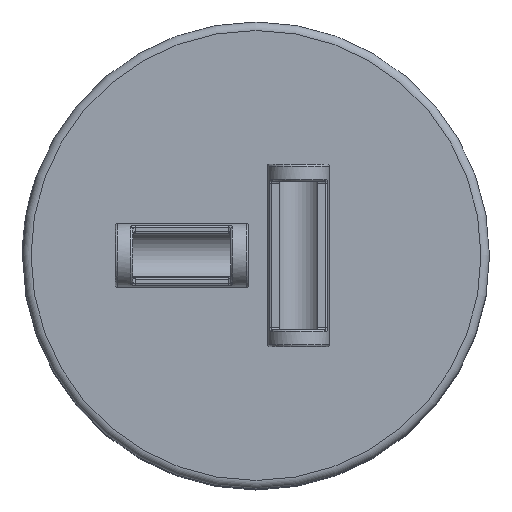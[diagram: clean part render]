
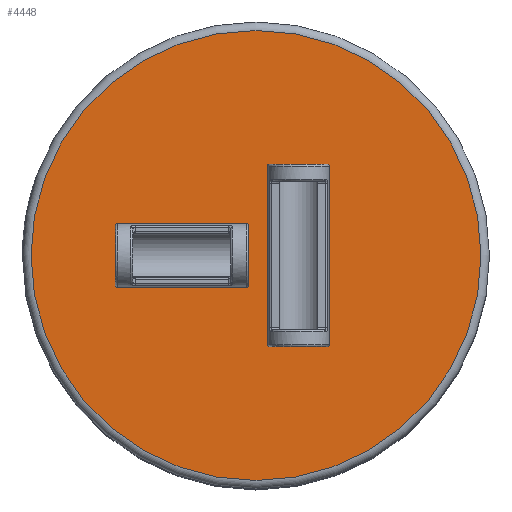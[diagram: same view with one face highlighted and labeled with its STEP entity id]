
A CAD part, top view. The second image highlights one B-rep face of the part: STEP entity #4448.
In plain terms, the highlighted planar face has unit normal (0, 0, 1).
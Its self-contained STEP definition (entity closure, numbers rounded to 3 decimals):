
#84=FACE_BOUND('',#553,.T.);
#85=FACE_BOUND('',#554,.T.);
#142=PLANE('',#4759);
#283=FACE_OUTER_BOUND('',#552,.T.);
#552=EDGE_LOOP('',(#3038,#3039));
#553=EDGE_LOOP('',(#3040,#3041,#3042,#3043));
#554=EDGE_LOOP('',(#3044,#3045,#3046,#3047));
#886=CIRCLE('',#4751,53.);
#887=CIRCLE('',#4752,53.);
#1231=LINE('',#6832,#1548);
#1232=LINE('',#6834,#1549);
#1233=LINE('',#6836,#1550);
#1234=LINE('',#6837,#1551);
#1235=LINE('',#6840,#1552);
#1236=LINE('',#6842,#1553);
#1237=LINE('',#6844,#1554);
#1238=LINE('',#6845,#1555);
#1548=VECTOR('',#5282,1000.);
#1549=VECTOR('',#5283,1000.);
#1550=VECTOR('',#5284,1000.);
#1551=VECTOR('',#5285,1000.);
#1552=VECTOR('',#5286,1000.);
#1553=VECTOR('',#5287,1000.);
#1554=VECTOR('',#5288,1000.);
#1555=VECTOR('',#5289,1000.);
#1881=VERTEX_POINT('',#6793);
#1882=VERTEX_POINT('',#6794);
#1887=VERTEX_POINT('',#6830);
#1888=VERTEX_POINT('',#6831);
#1889=VERTEX_POINT('',#6833);
#1890=VERTEX_POINT('',#6835);
#1891=VERTEX_POINT('',#6838);
#1892=VERTEX_POINT('',#6839);
#1893=VERTEX_POINT('',#6841);
#1894=VERTEX_POINT('',#6843);
#2334=EDGE_CURVE('',#1881,#1882,#886,.T.);
#2335=EDGE_CURVE('',#1882,#1881,#887,.T.);
#2343=EDGE_CURVE('',#1887,#1888,#1231,.T.);
#2344=EDGE_CURVE('',#1887,#1889,#1232,.T.);
#2345=EDGE_CURVE('',#1890,#1889,#1233,.T.);
#2346=EDGE_CURVE('',#1890,#1888,#1234,.T.);
#2347=EDGE_CURVE('',#1891,#1892,#1235,.T.);
#2348=EDGE_CURVE('',#1891,#1893,#1236,.T.);
#2349=EDGE_CURVE('',#1894,#1893,#1237,.T.);
#2350=EDGE_CURVE('',#1894,#1892,#1238,.T.);
#3038=ORIENTED_EDGE('',*,*,#2334,.T.);
#3039=ORIENTED_EDGE('',*,*,#2335,.T.);
#3040=ORIENTED_EDGE('',*,*,#2343,.F.);
#3041=ORIENTED_EDGE('',*,*,#2344,.T.);
#3042=ORIENTED_EDGE('',*,*,#2345,.F.);
#3043=ORIENTED_EDGE('',*,*,#2346,.T.);
#3044=ORIENTED_EDGE('',*,*,#2347,.F.);
#3045=ORIENTED_EDGE('',*,*,#2348,.T.);
#3046=ORIENTED_EDGE('',*,*,#2349,.F.);
#3047=ORIENTED_EDGE('',*,*,#2350,.T.);
#4448=ADVANCED_FACE('',(#283,#84,#85),#142,.T.);
#4751=AXIS2_PLACEMENT_3D('',#6795,#5262,#5263);
#4752=AXIS2_PLACEMENT_3D('',#6796,#5264,#5265);
#4759=AXIS2_PLACEMENT_3D('',#6829,#5280,#5281);
#5262=DIRECTION('center_axis',(0.,0.,1.));
#5263=DIRECTION('ref_axis',(1.,0.,0.));
#5264=DIRECTION('center_axis',(0.,0.,1.));
#5265=DIRECTION('ref_axis',(1.,0.,0.));
#5280=DIRECTION('center_axis',(0.,0.,1.));
#5281=DIRECTION('ref_axis',(1.,0.,0.));
#5282=DIRECTION('',(1.,0.,0.));
#5283=DIRECTION('',(0.,1.,0.));
#5284=DIRECTION('',(-1.,0.,0.));
#5285=DIRECTION('',(0.,-1.,0.));
#5286=DIRECTION('',(0.,-1.,0.));
#5287=DIRECTION('',(1.,0.,0.));
#5288=DIRECTION('',(0.,1.,0.));
#5289=DIRECTION('',(-1.,0.,0.));
#6793=CARTESIAN_POINT('',(23.468,0.,140.));
#6794=CARTESIAN_POINT('',(-82.532,0.,140.));
#6795=CARTESIAN_POINT('Origin',(-29.532,0.,
140.));
#6796=CARTESIAN_POINT('Origin',(-29.532,0.,
140.));
#6829=CARTESIAN_POINT('Origin',(-29.532,0.,
140.));
#6830=CARTESIAN_POINT('',(-24.832,-20.,140.));
#6831=CARTESIAN_POINT('',(-14.232,-20.,140.));
#6832=CARTESIAN_POINT('',(-29.532,-20.,140.));
#6833=CARTESIAN_POINT('',(-24.832,20.,140.));
#6834=CARTESIAN_POINT('',(-24.832,-20.2,140.));
#6835=CARTESIAN_POINT('',(-14.232,20.,140.));
#6836=CARTESIAN_POINT('',(-29.532,20.,140.));
#6837=CARTESIAN_POINT('',(-14.232,-20.2,140.));
#6838=CARTESIAN_POINT('',(-60.732,5.5,140.));
#6839=CARTESIAN_POINT('',(-60.732,-5.5,140.));
#6840=CARTESIAN_POINT('',(-60.732,0.,140.));
#6841=CARTESIAN_POINT('',(-33.332,5.5,140.));
#6842=CARTESIAN_POINT('',(-60.732,5.5,140.));
#6843=CARTESIAN_POINT('',(-33.332,-5.5,140.));
#6844=CARTESIAN_POINT('',(-33.332,0.,140.));
#6845=CARTESIAN_POINT('',(-60.732,-5.5,140.));
